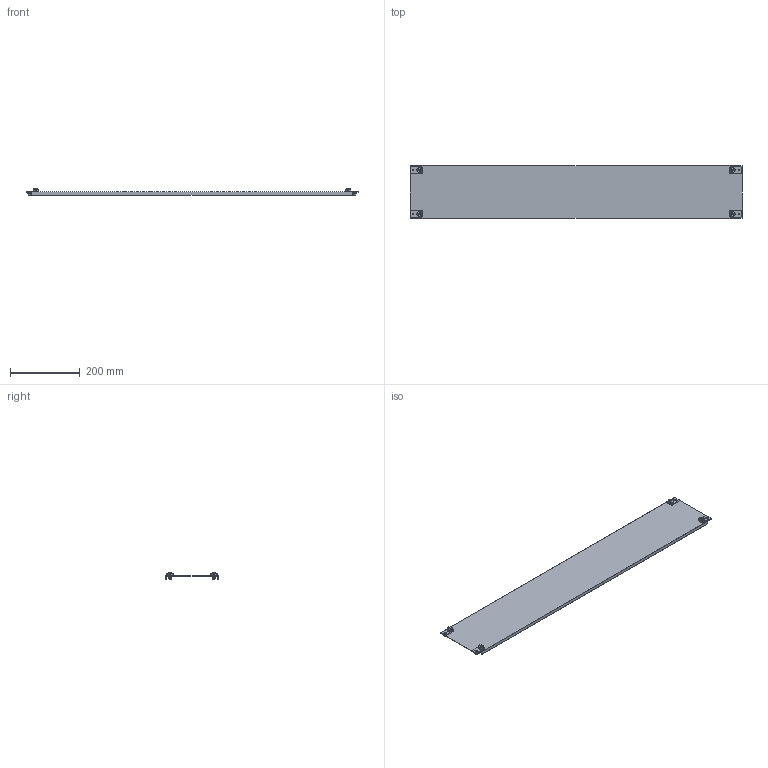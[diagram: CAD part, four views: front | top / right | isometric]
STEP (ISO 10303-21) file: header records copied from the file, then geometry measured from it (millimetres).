
FILE_DESCRIPTION((''),'2;1');
FILE_NAME('001101433_CP_3_1_F_ASM','2023-01-23T09:10:41',('klemen.sitar'),('Audax d.o.o.'),'CREO PARAMETRIC BY PTC INC, 2021304','CREO PARAMETRIC BY PTC INC, 2021304','');
FILE_SCHEMA(('AP242_MANAGED_MODEL_BASED_3D_ENGINEERING_MIM_LF { 1 0 10303 442 1 1 4 }'));
Length unit declared in the file: millimetre
Products named in the file (24): PRT0002_1_1_1_1_1; PRT0002_1_1_1_1_1_1_1_1_1_1_1; PRT0003_1_1_1_1_1_1_1_1_1_1_1; 001101421_CP_1_4_0_33_F_AS-2153_ASM; PRT0002_1_1_1_1_1_1_1_2_1_1_1_1; PRT0003_1_1_1_1_1_1_1_2_1_1_1_1; XYZ_ASM_1_ASM_1_ASM_1_ASM; 001101421_CP_1_4_0_33_F_AS-6205_ASM; 001101430_CP_1_4_1_F_ASM_1_ASM__ASM; 001101432_CP_2_2_1_F_ASM_1_ASM; 001101421_CP_1_4_0_33_F_AS-62_3; PRT0002_1_1_1_1_1_1_1_2_1_1_1_3; PRT0003_1_1_1_1_1_1_1_2_1_1_1_3; 001101421_CP_1_4_0_33_F_ASM_1_1_ASM; PRT0002_1_1_1_1_1_1_1_1_1_1_1_3; PRT0003_1_1_1_1_1_1_1_1_1_1_1_3; XYZ_ASM_1_1_ASM_1_1_ASM_1_1_ASM; 001101421_CP_1_4_0_33_F_ASM_1_2_ASM; ASM0001_ASM_1_1_ASM_1_1_ASM; 001101430_CP_1_4_1_F_ASM_1_1__1_ASM; ASM0001_ASM_1_1_ASM; 001101432_CP_2_2_1_F_ASM_1_1_ASM; ASM0001_ASM; 001101433_CP_3_1_F_ASM
Assembly tree (23 placements, depth 9):
  001101433_CP_3_1_F_ASM
    001101432_CP_2_2_1_F_ASM_1_ASM
      001101430_CP_1_4_1_F_ASM_1_ASM__ASM
        001101421_CP_1_4_0_33_F_AS-6205_ASM
          001101421_CP_1_4_0_33_F_AS-2153_ASM
            PRT0002_1_1_1_1_1
            PRT0002_1_1_1_1_1_1_1_1_1_1_1
            PRT0003_1_1_1_1_1_1_1_1_1_1_1
          XYZ_ASM_1_ASM_1_ASM_1_ASM
            PRT0002_1_1_1_1_1_1_1_2_1_1_1_1
            PRT0003_1_1_1_1_1_1_1_2_1_1_1_1
    ASM0001_ASM
      001101432_CP_2_2_1_F_ASM_1_1_ASM
        ASM0001_ASM_1_1_ASM
          001101430_CP_1_4_1_F_ASM_1_1__1_ASM
            001101421_CP_1_4_0_33_F_AS-62_3
            ASM0001_ASM_1_1_ASM_1_1_ASM
              001101421_CP_1_4_0_33_F_ASM_1_2_ASM
                001101421_CP_1_4_0_33_F_ASM_1_1_ASM
                  PRT0002_1_1_1_1_1_1_1_2_1_1_1_3
                  PRT0003_1_1_1_1_1_1_1_2_1_1_1_3
                XYZ_ASM_1_1_ASM_1_1_ASM_1_1_ASM
                  PRT0002_1_1_1_1_1_1_1_1_1_1_1_3
                  PRT0003_1_1_1_1_1_1_1_1_1_1_1_3
Bounding box: 950 x 150 x 18.6 mm (x, y, z)
Volume: 170081.2 mm3; surface area: 331356.8 mm2
Topology: 9 solids, 9 shells, 350 faces, 1080 edges, 832 vertices
Faces by surface type: plane 222, cylinder 120, cone 8
Entity records: 21526 total; most frequent: CARTESIAN_POINT 2900, DIRECTION 2236, PRESENTATION_LAYER_ASSIGNMENT 2149, ORIENTED_EDGE 2000, PRESENTATION_STYLE_ASSIGNMENT 1158, STYLED_ITEM 1158, CURVE_STYLE 1149, EDGE_CURVE 1000
